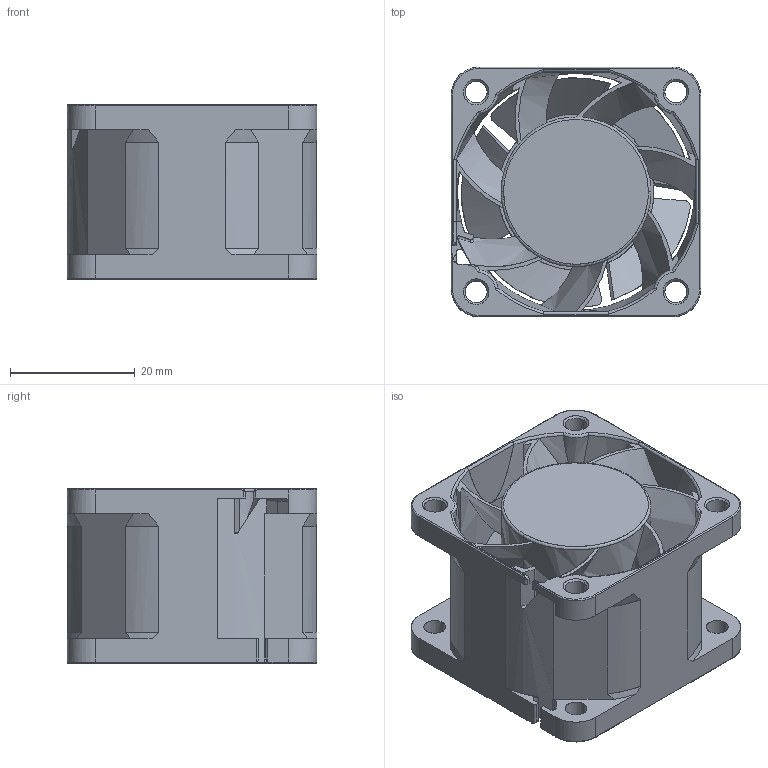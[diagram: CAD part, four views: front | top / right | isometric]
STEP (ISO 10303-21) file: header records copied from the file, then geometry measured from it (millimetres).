
FILE_DESCRIPTION(/* description */ (''),/* implementation_level */ '2;1');
FILE_NAME(/* name */ 'Fan unit',/* time_stamp */ '2020-06-15T02:21:37-07:00',/* author */ (''),/* organization */ (''),/* preprocessor_version */ 'ST-DEVELOPER v16.5',/* originating_system */ '',/* authorisation */ '');
FILE_SCHEMA (('CONFIG_CONTROL_DESIGN'));
Length unit declared in the file: millimetre
Products named in the file (1): Document
Bounding box: 40 x 40 x 28 mm (x, y, z)
Surface area: 14198.6 mm2 (no closed solid volume)
Topology: 0 solids, 304 shells, 304 faces, 1683 edges, 1681 vertices
Faces by surface type: bspline 233, plane 71
Entity records: 35615 total; most frequent: CARTESIAN_POINT 27719, ORIENTED_EDGE 1681, EDGE_CURVE 1681, VERTEX_POINT 1681, B_SPLINE_CURVE_WITH_KNOTS 969, EDGE_LOOP 322, SHELL_BASED_SURFACE_MODEL 304, OPEN_SHELL 304
